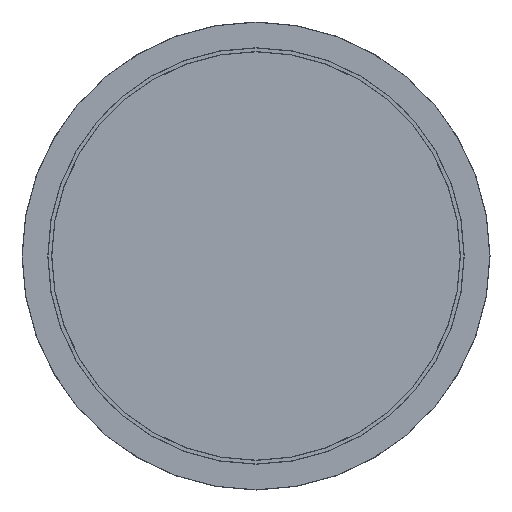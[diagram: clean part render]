
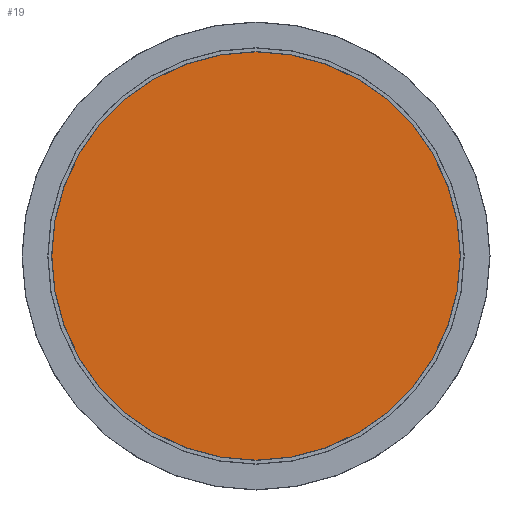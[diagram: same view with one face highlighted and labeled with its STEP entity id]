
A CAD part, front view. The second image highlights one B-rep face of the part: STEP entity #19.
In plain terms, the highlighted planar face has unit normal (0, -1, 0).
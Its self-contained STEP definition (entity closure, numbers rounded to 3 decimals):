
#19 = ADVANCED_FACE ( 'NONE', ( #747 ), #398, .T. ) ;
#68 = ORIENTED_EDGE ( 'NONE', *, *, #220, .T. ) ;
#84 = DIRECTION ( 'NONE',  ( 0., 0., -1. ) ) ;
#169 = DIRECTION ( 'NONE',  ( 0., -1., 0. ) ) ;
#213 = EDGE_CURVE ( 'NONE', #875, #606, #445, .T. ) ;
#220 = EDGE_CURVE ( 'NONE', #606, #875, #521, .T. ) ;
#235 = CARTESIAN_POINT ( 'NONE',  ( 0., 0., 0. ) ) ;
#242 = CARTESIAN_POINT ( 'NONE',  ( 0., 0., 196.3 ) ) ;
#281 = AXIS2_PLACEMENT_3D ( 'NONE', #886, #680, #531 ) ;
#398 = PLANE ( 'NONE',  #281 ) ;
#414 = ORIENTED_EDGE ( 'NONE', *, *, #213, .T. ) ;
#445 = CIRCLE ( 'NONE', #568, 196.3 ) ;
#450 = AXIS2_PLACEMENT_3D ( 'NONE', #235, #169, #84 ) ;
#513 = CARTESIAN_POINT ( 'NONE',  ( 0., 0., 0. ) ) ;
#521 = CIRCLE ( 'NONE', #450, 196.3 ) ;
#531 = DIRECTION ( 'NONE',  ( 0., 0., -1. ) ) ;
#568 = AXIS2_PLACEMENT_3D ( 'NONE', #513, #793, #583 ) ;
#583 = DIRECTION ( 'NONE',  ( 0., 0., -1. ) ) ;
#587 = EDGE_LOOP ( 'NONE', ( #414, #68 ) ) ;
#606 = VERTEX_POINT ( 'NONE', #723 ) ;
#680 = DIRECTION ( 'NONE',  ( 0., -1., 0. ) ) ;
#723 = CARTESIAN_POINT ( 'NONE',  ( 0., 0., -196.3 ) ) ;
#747 = FACE_OUTER_BOUND ( 'NONE', #587, .T. ) ;
#793 = DIRECTION ( 'NONE',  ( 0., -1., 0. ) ) ;
#875 = VERTEX_POINT ( 'NONE', #242 ) ;
#886 = CARTESIAN_POINT ( 'NONE',  ( 0., 0., 0. ) ) ;
